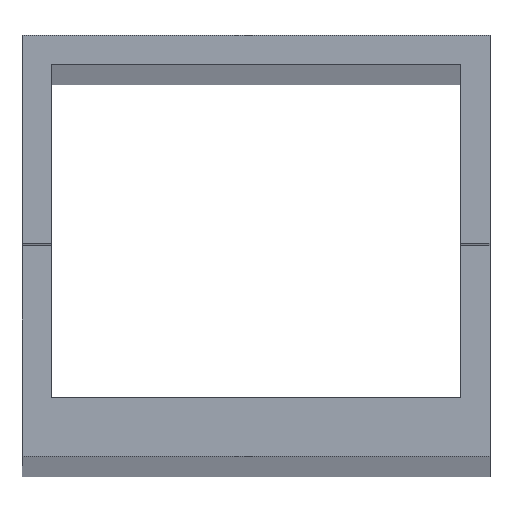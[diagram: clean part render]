
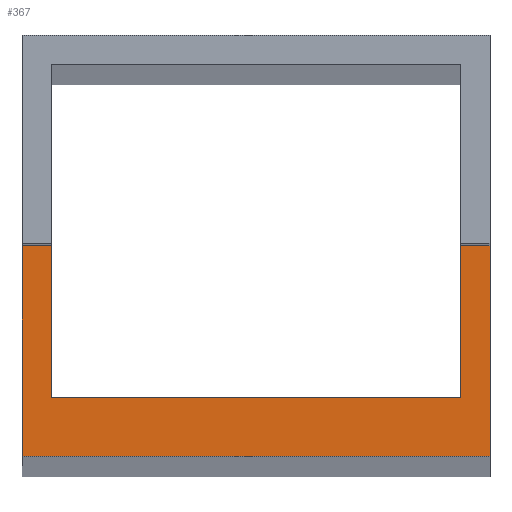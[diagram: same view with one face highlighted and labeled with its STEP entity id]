
A CAD part, top view. The second image highlights one B-rep face of the part: STEP entity #367.
In plain terms, the highlighted planar face has unit normal (0, 0, 1).
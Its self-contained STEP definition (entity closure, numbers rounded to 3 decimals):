
#35=FACE_OUTER_BOUND('',#55,.T.);
#55=EDGE_LOOP('',(#313,#314,#315,#316,#317,#318,#319,#320));
#83=LINE('',#552,#131);
#87=LINE('',#559,#135);
#90=LINE('',#565,#138);
#92=LINE('',#570,#140);
#95=LINE('',#576,#143);
#98=LINE('',#582,#146);
#101=LINE('',#588,#149);
#104=LINE('',#592,#152);
#131=VECTOR('',#454,10.);
#135=VECTOR('',#460,10.);
#138=VECTOR('',#465,10.);
#140=VECTOR('',#469,10.);
#143=VECTOR('',#474,10.);
#146=VECTOR('',#479,10.);
#149=VECTOR('',#484,10.);
#152=VECTOR('',#489,10.);
#171=VERTEX_POINT('',#549);
#172=VERTEX_POINT('',#551);
#174=VERTEX_POINT('',#557);
#176=VERTEX_POINT('',#563);
#178=VERTEX_POINT('',#569);
#180=VERTEX_POINT('',#575);
#182=VERTEX_POINT('',#581);
#184=VERTEX_POINT('',#587);
#211=EDGE_CURVE('',#171,#172,#83,.T.);
#215=EDGE_CURVE('',#174,#171,#87,.T.);
#218=EDGE_CURVE('',#176,#174,#90,.T.);
#220=EDGE_CURVE('',#178,#172,#92,.T.);
#223=EDGE_CURVE('',#180,#178,#95,.T.);
#226=EDGE_CURVE('',#182,#180,#98,.T.);
#229=EDGE_CURVE('',#184,#182,#101,.T.);
#232=EDGE_CURVE('',#184,#176,#104,.T.);
#313=ORIENTED_EDGE('',*,*,#232,.F.);
#314=ORIENTED_EDGE('',*,*,#229,.T.);
#315=ORIENTED_EDGE('',*,*,#226,.T.);
#316=ORIENTED_EDGE('',*,*,#223,.T.);
#317=ORIENTED_EDGE('',*,*,#220,.T.);
#318=ORIENTED_EDGE('',*,*,#211,.F.);
#319=ORIENTED_EDGE('',*,*,#215,.F.);
#320=ORIENTED_EDGE('',*,*,#218,.F.);
#347=PLANE('',#402);
#367=ADVANCED_FACE('',(#35),#347,.T.);
#402=AXIS2_PLACEMENT_3D('',#593,#490,#491);
#454=DIRECTION('',(0.,-1.,0.));
#460=DIRECTION('',(1.,0.,0.));
#465=DIRECTION('',(0.,1.,0.));
#469=DIRECTION('',(1.,0.,0.));
#474=DIRECTION('',(0.,-1.,0.));
#479=DIRECTION('',(-1.,0.,0.));
#484=DIRECTION('',(0.,1.,0.));
#489=DIRECTION('',(1.,0.,0.));
#490=DIRECTION('center_axis',(0.,0.,1.));
#491=DIRECTION('ref_axis',(1.,0.,0.));
#549=CARTESIAN_POINT('',(20.,18.,1000.));
#551=CARTESIAN_POINT('',(20.,0.,1000.));
#552=CARTESIAN_POINT('',(20.,18.,1000.));
#557=CARTESIAN_POINT('',(17.5,18.,1000.));
#559=CARTESIAN_POINT('',(17.5,18.,1000.));
#563=CARTESIAN_POINT('',(17.5,5.,1000.));
#565=CARTESIAN_POINT('',(17.5,5.,1000.));
#569=CARTESIAN_POINT('',(-20.,0.,1000.));
#570=CARTESIAN_POINT('',(-20.,0.,1000.));
#575=CARTESIAN_POINT('',(-20.,18.,1000.));
#576=CARTESIAN_POINT('',(-20.,18.,1000.));
#581=CARTESIAN_POINT('',(-17.5,18.,1000.));
#582=CARTESIAN_POINT('',(-17.5,18.,1000.));
#587=CARTESIAN_POINT('',(-17.5,5.,1000.));
#588=CARTESIAN_POINT('',(-17.5,5.,1000.));
#592=CARTESIAN_POINT('',(0.,5.,1000.));
#593=CARTESIAN_POINT('Origin',(-10.,9.,1000.));
